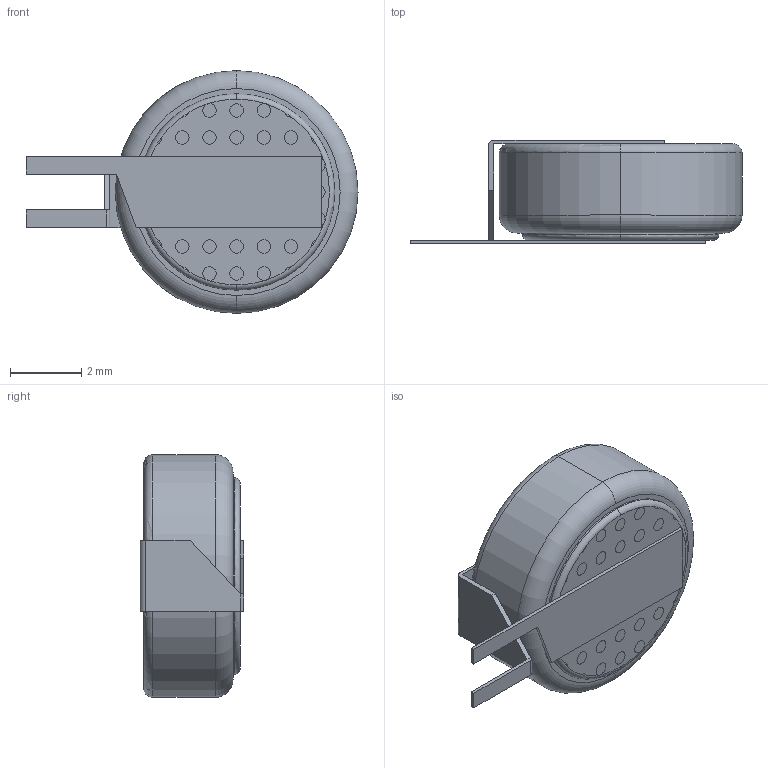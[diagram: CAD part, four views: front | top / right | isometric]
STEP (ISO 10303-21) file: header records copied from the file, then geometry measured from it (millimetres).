
FILE_DESCRIPTION (( 'STEP AP214' ), '1' );
FILE_NAME ('MS621FE-FL11E.STEP', '2023-05-10T14:41:41', ( '' ), ( '' ), 'SwSTEP 2.0', 'SolidWorks 2021', '' );
FILE_SCHEMA (( 'AUTOMOTIVE_DESIGN' ));
Length unit declared in the file: millimetre
Products named in the file (1): MS621FE-FL11E
Bounding box: 9.3 x 2.9 x 6.8 mm (x, y, z)
Volume: 97 mm3; surface area: 144.2 mm2
Topology: 1 solids, 1 shells, 64 faces, 159 edges, 110 vertices
Faces by surface type: plane 52, torus 6, cylinder 6
Entity records: 2021 total; most frequent: DIRECTION 386, CARTESIAN_POINT 334, ORIENTED_EDGE 318, AXIS2_PLACEMENT_3D 162, EDGE_CURVE 159, VERTEX_POINT 110, CIRCLE 97, EDGE_LOOP 77
